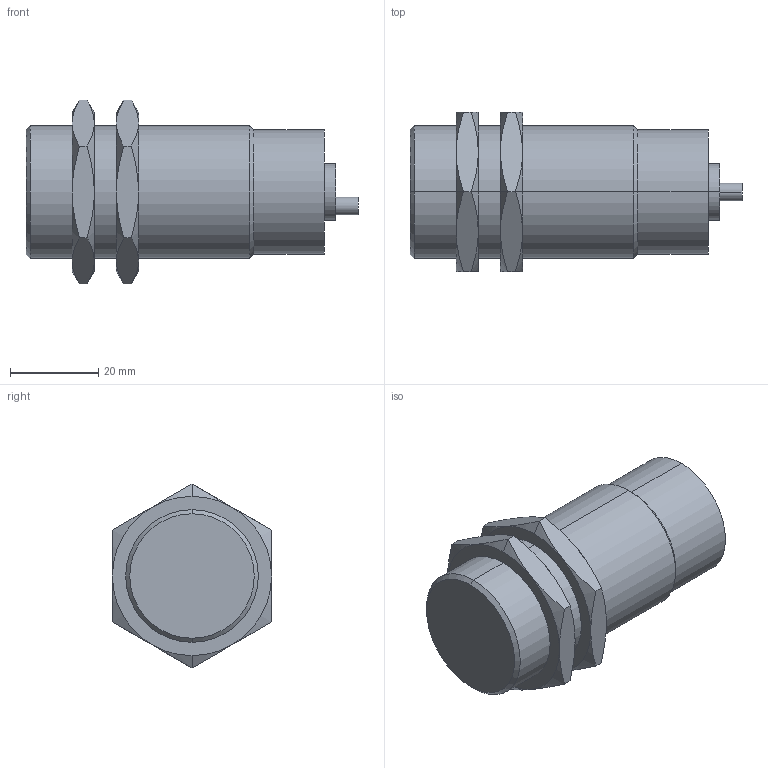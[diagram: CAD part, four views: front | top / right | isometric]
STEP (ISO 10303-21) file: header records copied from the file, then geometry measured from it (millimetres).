
FILE_DESCRIPTION(('starvars output'),'2;1');
FILE_NAME('cv20200406014730000053323.stp','01:47:31 2020/04/06',( 'Thomas Industrial Network Germany GmbH'),( 'Thomas Industrial Network Germany GmbH'),'unknown preprocess','ACIS' ,'unknown authorization');
FILE_SCHEMA(('AUTOMOTIVE_DESIGN_CC2 {UNKNOWN IMPLEMENTATION LEVEL}'));
Length unit declared in the file: millimetre
Products named in the file (1): PRODUCT_ID_1
Bounding box: 75.08 x 36 x 41.57 mm (x, y, z)
Volume: 50603.4 mm3; surface area: 9497.4 mm2
Topology: 1 solids, 1 shells, 71 faces, 150 edges, 87 vertices
Faces by surface type: cone 36, plane 21, cylinder 14
Entity records: 2099 total; most frequent: CARTESIAN_POINT 358, ORIENTED_EDGE 300, EDGE_CURVE 150, DIRECTION 139, VERTEX_POINT 87, EDGE_LOOP 77, FACE_BOUND 77, STYLED_ITEM 72
